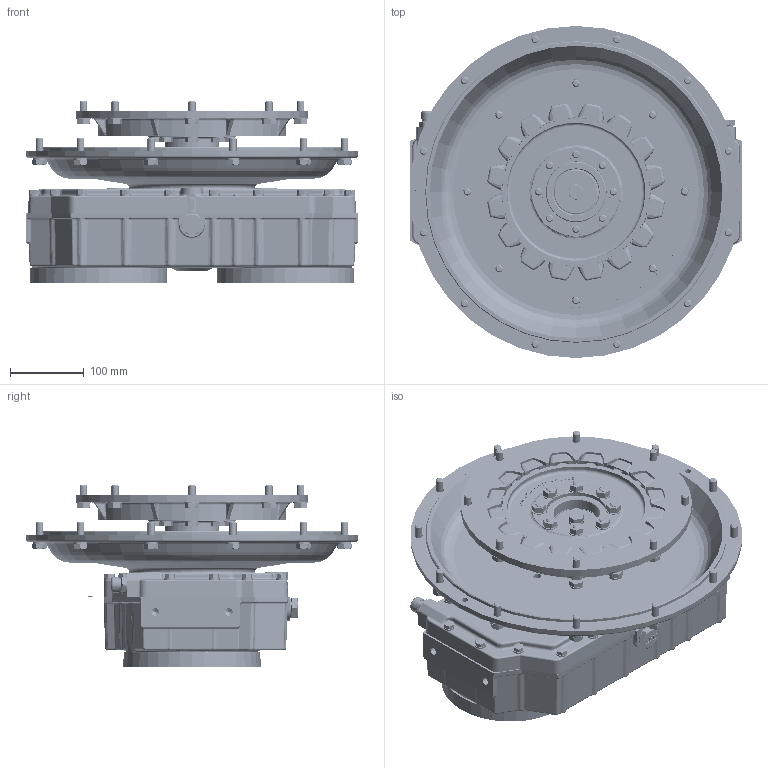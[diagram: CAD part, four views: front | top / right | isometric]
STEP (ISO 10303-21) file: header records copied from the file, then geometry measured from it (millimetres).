
FILE_DESCRIPTION (( 'STEP AP214' ), '1' );
FILE_NAME ('1029013H.STEP', '2017-01-18T12:48:16', ( 'utente' ), ( 'Hewlett-Packard Company' ), 'SwSTEP 2.0', 'SolidWorks 2015', '' );
FILE_SCHEMA (( 'AUTOMOTIVE_DESIGN' ));
Length unit declared in the file: millimetre
Products named in the file (7): IT2021180_rev06-installation; ITam216-002_rev00-installation; ITam216-001_rev01-installation; ITB00110000_rev01-installation; 1029013H; IT1071047B_rev02-installation; IT1041031_rev00-installation
Assembly tree (8 placements, depth 2):
  1029013H
    ITB00110000_rev01-installation
    ITam216-001_rev01-installation
    ITam216-002_rev00-installation
    IT2021180_rev06-installation  x2
    IT1041031_rev00-installation  x2
    IT1071047B_rev02-installation
Bounding box: 451 x 451 x 247.8 mm (x, y, z)
Volume: 5081504.9 mm3; surface area: 2065647.6 mm2
Topology: 75 solids, 161 shells, 6274 faces, 15879 edges, 10148 vertices
Faces by surface type: plane 2871, cylinder 1417, bspline 1260, cone 408, torus 308, sphere 10
Full cylindrical faces by diameter (mm): 2.5 x2, 5 x1, 8 x45, 8.5 x2, 8.8 x28, 9 x19, 10 x116, 10.5 x40, 10.7 x8, 11 x20, 12 x44, 12.2 x19, 13 x3, 14 x16, 16 x8, 16.2 x34, 17 x8, 17.2 x1, 18 x1, 18.5 x3, 19 x6, 19.3 x1, 20 x5, 20.5 x4, 21 x16, 21.3 x1, 23.7 x1, 25 x2, 26 x2, 26.6 x2
Entity records: 279975 total; most frequent: CARTESIAN_POINT 98362, ORIENTED_EDGE 25548, DIRECTION 21430, EDGE_CURVE 12779, VERTEX_POINT 8600, AXIS2_PLACEMENT_3D 7663, EDGE_LOOP 6949, FACE_OUTER_BOUND 6133
